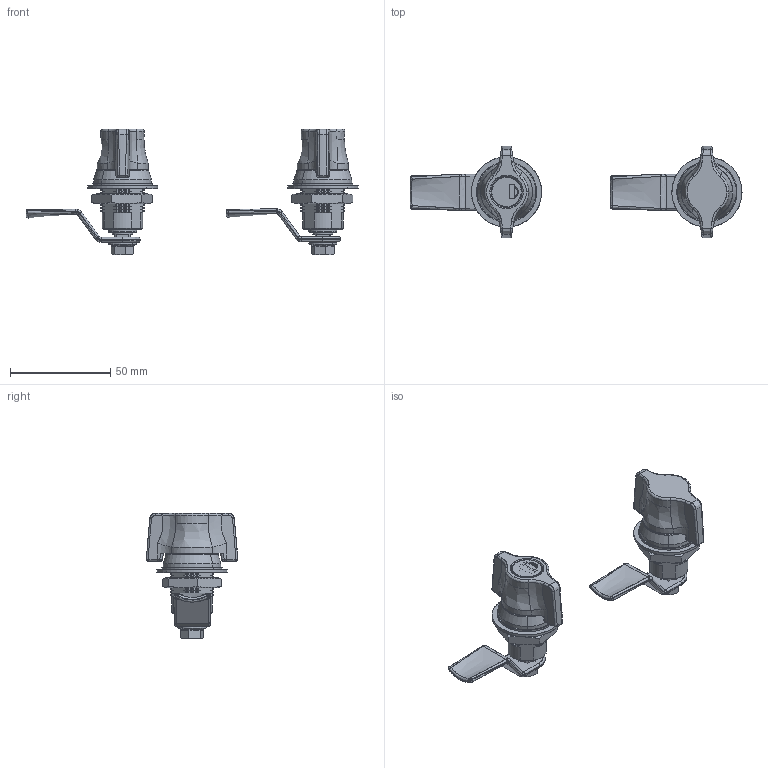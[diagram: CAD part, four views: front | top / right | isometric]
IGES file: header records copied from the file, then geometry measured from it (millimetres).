
Start section: SolidWorks IGES file using analytic representation for surfaces
Global section: file name: KC-1216S(N).IGS; native system: SolidWorks 2011; preprocessor: SolidWorks 2011; author: 3D; date: 200325.180238; units: millimetre
Bounding box: 165.67 x 45.81 x 62.7 mm (x, y, z)
Surface area: 34034.5 mm2 (no closed solid volume)
Topology: 0 solids, 0 shells, 3554 faces, 24326 edges, 24298 vertices
Faces by surface type: bspline 2956, revolution 598
